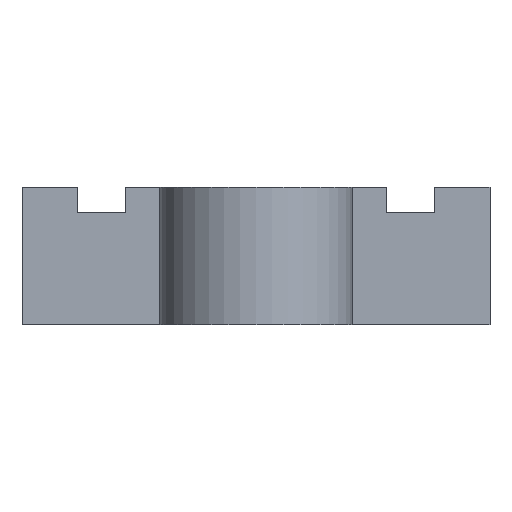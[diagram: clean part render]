
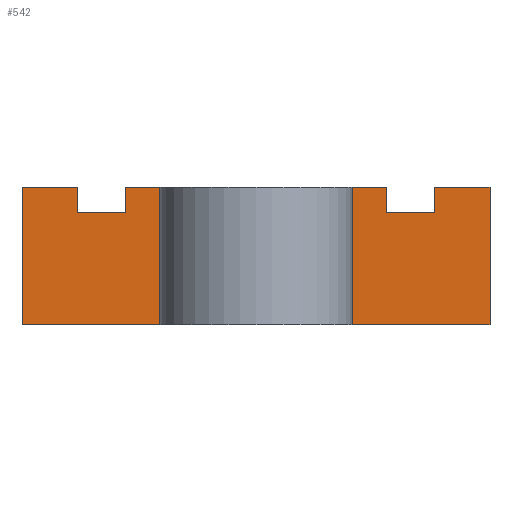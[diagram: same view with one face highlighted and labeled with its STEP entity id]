
A CAD part, front view. The second image highlights one B-rep face of the part: STEP entity #542.
In plain terms, the highlighted planar face has unit normal (0, -1, 0).
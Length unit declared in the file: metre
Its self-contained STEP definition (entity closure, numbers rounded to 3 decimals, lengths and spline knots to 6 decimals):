
#32=PLANE('',#765);
#60=LINE('',#988,#120);
#64=LINE('',#997,#124);
#68=LINE('',#1005,#128);
#71=LINE('',#1011,#131);
#74=LINE('',#1017,#134);
#77=LINE('',#1027,#137);
#81=LINE('',#1036,#141);
#83=LINE('',#1040,#143);
#85=LINE('',#1044,#145);
#87=LINE('',#1048,#147);
#88=LINE('',#1050,#148);
#90=LINE('',#1053,#150);
#120=VECTOR('',#838,1.);
#124=VECTOR('',#844,1.);
#128=VECTOR('',#850,1.);
#131=VECTOR('',#855,1.);
#134=VECTOR('',#860,1.);
#137=VECTOR('',#869,1.);
#141=VECTOR('',#877,1.);
#143=VECTOR('',#881,1.);
#145=VECTOR('',#885,1.);
#147=VECTOR('',#889,1.);
#148=VECTOR('',#892,1.);
#150=VECTOR('',#896,1.);
#260=ORIENTED_EDGE('',*,*,#337,.F.);
#261=ORIENTED_EDGE('',*,*,#341,.T.);
#262=ORIENTED_EDGE('',*,*,#344,.F.);
#263=ORIENTED_EDGE('',*,*,#347,.F.);
#264=ORIENTED_EDGE('',*,*,#352,.F.);
#265=ORIENTED_EDGE('',*,*,#357,.T.);
#266=ORIENTED_EDGE('',*,*,#359,.F.);
#267=ORIENTED_EDGE('',*,*,#361,.F.);
#268=ORIENTED_EDGE('',*,*,#363,.F.);
#269=ORIENTED_EDGE('',*,*,#364,.F.);
#270=ORIENTED_EDGE('',*,*,#333,.T.);
#271=ORIENTED_EDGE('',*,*,#366,.T.);
#333=EDGE_CURVE('',#399,#398,#60,.T.);
#337=EDGE_CURVE('',#402,#403,#64,.T.);
#341=EDGE_CURVE('',#402,#405,#68,.T.);
#344=EDGE_CURVE('',#407,#405,#71,.T.);
#347=EDGE_CURVE('',#409,#407,#74,.T.);
#352=EDGE_CURVE('',#413,#409,#77,.T.);
#357=EDGE_CURVE('',#413,#416,#81,.T.);
#359=EDGE_CURVE('',#417,#416,#83,.T.);
#361=EDGE_CURVE('',#418,#417,#85,.T.);
#363=EDGE_CURVE('',#419,#418,#87,.T.);
#364=EDGE_CURVE('',#399,#419,#88,.T.);
#366=EDGE_CURVE('',#398,#403,#90,.T.);
#398=VERTEX_POINT('',#987);
#399=VERTEX_POINT('',#989);
#402=VERTEX_POINT('',#996);
#403=VERTEX_POINT('',#998);
#405=VERTEX_POINT('',#1004);
#407=VERTEX_POINT('',#1010);
#409=VERTEX_POINT('',#1016);
#413=VERTEX_POINT('',#1026);
#416=VERTEX_POINT('',#1035);
#417=VERTEX_POINT('',#1039);
#418=VERTEX_POINT('',#1043);
#419=VERTEX_POINT('',#1047);
#453=EDGE_LOOP('',(#260,#261,#262,#263,#264,#265,#266,#267,#268,#269,#270,
#271));
#481=FACE_BOUND('',#453,.T.);
#542=ADVANCED_FACE('',(#481),#32,.T.);
#765=AXIS2_PLACEMENT_3D('',#1054,#897,#898);
#838=DIRECTION('',(1.,0.,0.));
#844=DIRECTION('',(1.,0.,0.));
#850=DIRECTION('',(0.,0.,-1.));
#855=DIRECTION('',(1.,0.,0.));
#860=DIRECTION('',(0.,0.,-1.));
#869=DIRECTION('',(1.,0.,0.));
#877=DIRECTION('',(0.,0.,-1.));
#881=DIRECTION('',(1.,0.,0.));
#885=DIRECTION('',(0.,0.,-1.));
#889=DIRECTION('',(1.,0.,0.));
#892=DIRECTION('',(0.,0.,1.));
#896=DIRECTION('',(0.,0.,1.));
#897=DIRECTION('',(0.,-1.,0.));
#898=DIRECTION('',(1.,0.,0.));
#987=CARTESIAN_POINT('',(0.08636,-0.3048,0.));
#988=CARTESIAN_POINT('',(0.04318,-0.3048,0.));
#989=CARTESIAN_POINT('',(0.,-0.3048,0.));
#996=CARTESIAN_POINT('',(0.0762,-0.3048,0.0254));
#997=CARTESIAN_POINT('',(0.08128,-0.3048,0.0254));
#998=CARTESIAN_POINT('',(0.08636,-0.3048,0.0254));
#1004=CARTESIAN_POINT('',(0.0762,-0.3048,0.020638));
#1005=CARTESIAN_POINT('',(0.0762,-0.3048,0.023019));
#1010=CARTESIAN_POINT('',(0.06731,-0.3048,0.020638));
#1011=CARTESIAN_POINT('',(0.071755,-0.3048,0.020638));
#1016=CARTESIAN_POINT('',(0.06731,-0.3048,0.0254));
#1017=CARTESIAN_POINT('',(0.06731,-0.3048,0.023019));
#1026=CARTESIAN_POINT('',(0.01905,-0.3048,0.0254));
#1027=CARTESIAN_POINT('',(0.04318,-0.3048,0.0254));
#1035=CARTESIAN_POINT('',(0.01905,-0.3048,0.020638));
#1036=CARTESIAN_POINT('',(0.01905,-0.3048,0.023019));
#1039=CARTESIAN_POINT('',(0.01016,-0.3048,0.020638));
#1040=CARTESIAN_POINT('',(0.014605,-0.3048,0.020638));
#1043=CARTESIAN_POINT('',(0.01016,-0.3048,0.0254));
#1044=CARTESIAN_POINT('',(0.01016,-0.3048,0.023019));
#1047=CARTESIAN_POINT('',(0.,-0.3048,0.0254));
#1048=CARTESIAN_POINT('',(0.00508,-0.3048,0.0254));
#1050=CARTESIAN_POINT('',(0.,-0.3048,0.0127));
#1053=CARTESIAN_POINT('',(0.08636,-0.3048,0.0127));
#1054=CARTESIAN_POINT('',(0.04318,-0.3048,0.0127));
